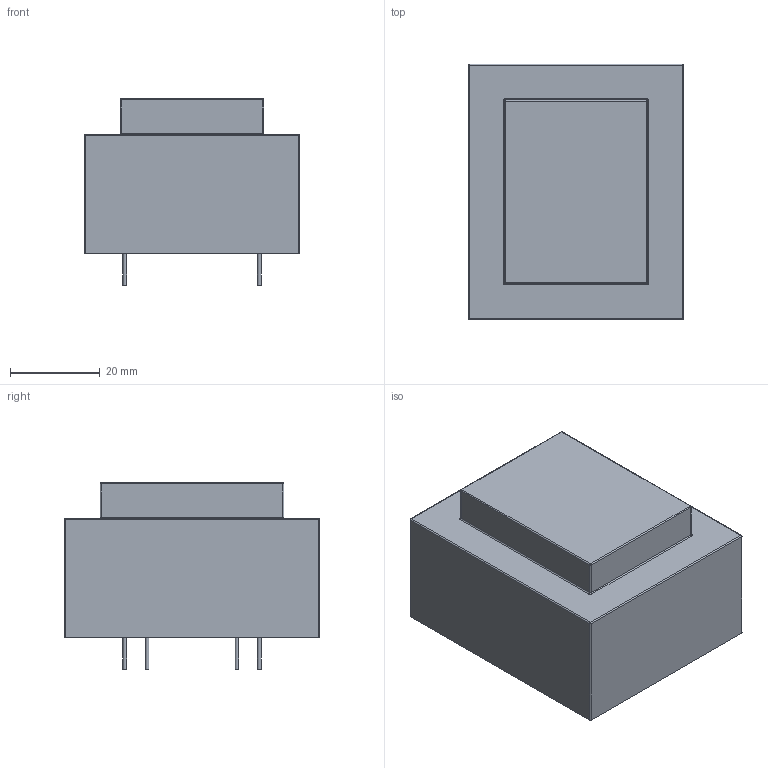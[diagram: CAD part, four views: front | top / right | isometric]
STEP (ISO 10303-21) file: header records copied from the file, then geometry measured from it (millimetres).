
FILE_DESCRIPTION(/* description */ (''),/* implementation_level */ '2;1');
FILE_NAME(/* name */ 'Block VC 16 v1.step',/* time_stamp */ '2020-11-08T20:26:49+01:00',/* author */ (''),/* organization */ (''),/* preprocessor_version */ 'ST-DEVELOPER v18.1',/* originating_system */ 'Autodesk Translation Framework v9.3.0.1241',/* authorisation */ '');
FILE_SCHEMA (('AUTOMOTIVE_DESIGN { 1 0 10303 214 3 1 1 }'));
Length unit declared in the file: millimetre
Products named in the file (1): Block VC 16
Bounding box: 48 x 57 x 41.6 mm (x, y, z)
Volume: 80763.1 mm3; surface area: 12486 mm2
Topology: 7 solids, 7 shells, 66 faces, 118 edges, 68 vertices
Faces by surface type: plane 28, cylinder 26, sphere 8, torus 4
Full cylindrical faces by diameter (mm): 0.8 x6
Entity records: 1616 total; most frequent: DIRECTION 308, CARTESIAN_POINT 253, ORIENTED_EDGE 236, AXIS2_PLACEMENT_3D 123, EDGE_CURVE 118, EDGE_LOOP 68, VERTEX_POINT 68, FACE_OUTER_BOUND 66
